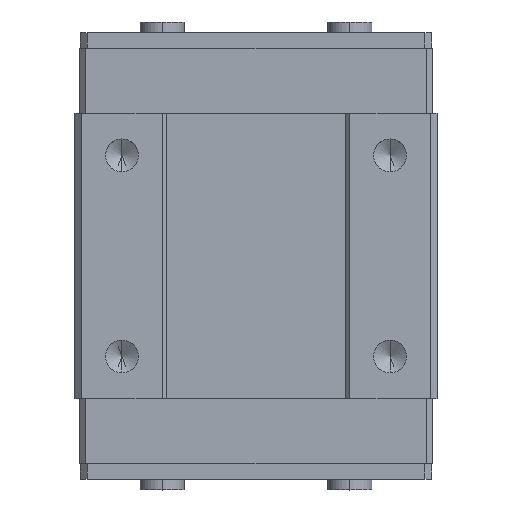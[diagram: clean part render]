
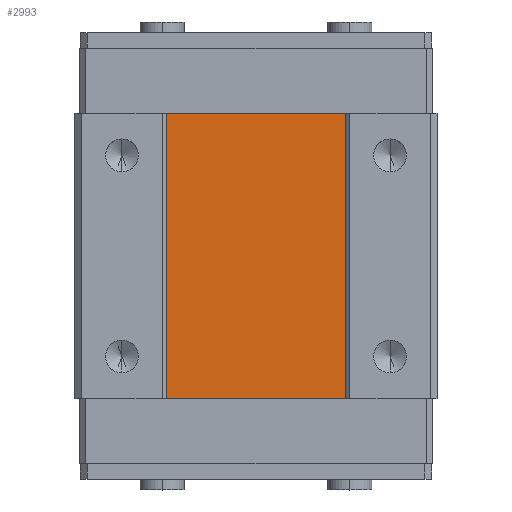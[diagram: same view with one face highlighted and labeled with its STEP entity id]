
A CAD part, top view. The second image highlights one B-rep face of the part: STEP entity #2993.
In plain terms, the highlighted planar face has unit normal (0, 0, 1).
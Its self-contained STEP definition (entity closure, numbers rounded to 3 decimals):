
#192 = EDGE_CURVE ( 'NONE', #297, #1321, #3586, .T. ) ;
#279 = LINE ( 'NONE', #4839, #1059 ) ;
#283 = PLANE ( 'NONE',  #4275 ) ;
#297 = VERTEX_POINT ( 'NONE', #4610 ) ;
#307 = CARTESIAN_POINT ( 'NONE',  ( 6.7, -10.65, 12.7 ) ) ;
#382 = EDGE_CURVE ( 'NONE', #2411, #297, #279, .T. ) ;
#800 = DIRECTION ( 'NONE',  ( 0., 1., 0. ) ) ;
#1059 = VECTOR ( 'NONE', #1436, 1000. ) ;
#1321 = VERTEX_POINT ( 'NONE', #2761 ) ;
#1411 = DIRECTION ( 'NONE',  ( 1., 0., 0. ) ) ;
#1436 = DIRECTION ( 'NONE',  ( 0., 1., 0. ) ) ;
#1747 = CARTESIAN_POINT ( 'NONE',  ( 6.7, 10.65, 12.7 ) ) ;
#1789 = FACE_OUTER_BOUND ( 'NONE', #3291, .T. ) ;
#1813 = DIRECTION ( 'NONE',  ( 0., 0., 1. ) ) ;
#1961 = CARTESIAN_POINT ( 'NONE',  ( 6.7, -10.65, 12.7 ) ) ;
#2080 = VECTOR ( 'NONE', #1411, 1000. ) ;
#2120 = VERTEX_POINT ( 'NONE', #4820 ) ;
#2411 = VERTEX_POINT ( 'NONE', #4665 ) ;
#2566 = LINE ( 'NONE', #4395, #2080 ) ;
#2695 = VECTOR ( 'NONE', #800, 1000. ) ;
#2761 = CARTESIAN_POINT ( 'NONE',  ( 6.7, 10.65, 12.7 ) ) ;
#2860 = DIRECTION ( 'NONE',  ( 1., 0., 0. ) ) ;
#2993 = ADVANCED_FACE ( 'NONE', ( #1789 ), #283, .T. ) ;
#3101 = EDGE_CURVE ( 'NONE', #2120, #1321, #3433, .T. ) ;
#3115 = ORIENTED_EDGE ( 'NONE', *, *, #3101, .T. ) ;
#3242 = DIRECTION ( 'NONE',  ( 1., 0., 0. ) ) ;
#3291 = EDGE_LOOP ( 'NONE', ( #4216, #3727, #3353, #3115 ) ) ;
#3353 = ORIENTED_EDGE ( 'NONE', *, *, #4542, .T. ) ;
#3433 = LINE ( 'NONE', #1961, #2695 ) ;
#3586 = LINE ( 'NONE', #1747, #4301 ) ;
#3727 = ORIENTED_EDGE ( 'NONE', *, *, #382, .F. ) ;
#4216 = ORIENTED_EDGE ( 'NONE', *, *, #192, .F. ) ;
#4275 = AXIS2_PLACEMENT_3D ( 'NONE', #307, #1813, #2860 ) ;
#4301 = VECTOR ( 'NONE', #3242, 1000. ) ;
#4395 = CARTESIAN_POINT ( 'NONE',  ( 6.7, -10.65, 12.7 ) ) ;
#4542 = EDGE_CURVE ( 'NONE', #2411, #2120, #2566, .T. ) ;
#4610 = CARTESIAN_POINT ( 'NONE',  ( -6.7, 10.65, 12.7 ) ) ;
#4665 = CARTESIAN_POINT ( 'NONE',  ( -6.7, -10.65, 12.7 ) ) ;
#4820 = CARTESIAN_POINT ( 'NONE',  ( 6.7, -10.65, 12.7 ) ) ;
#4839 = CARTESIAN_POINT ( 'NONE',  ( -6.7, -10.65, 12.7 ) ) ;
